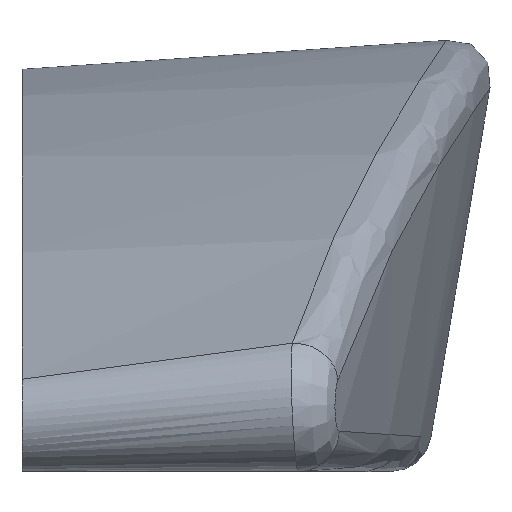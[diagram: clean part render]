
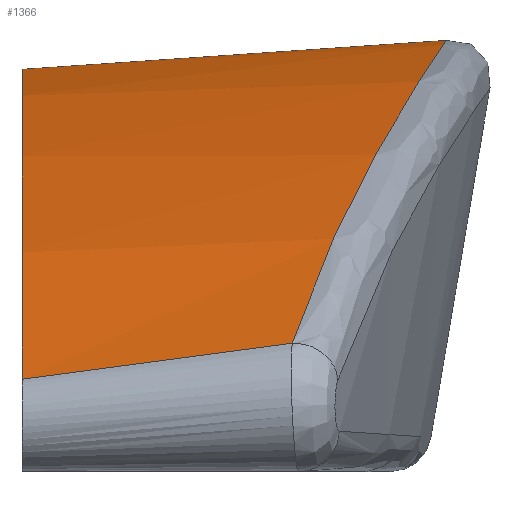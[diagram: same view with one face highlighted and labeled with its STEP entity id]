
A CAD part, left-side view. The second image highlights one B-rep face of the part: STEP entity #1366.
In plain terms, the highlighted free-form (B-spline) face has degree [3, 1] with [34, 2] control points.
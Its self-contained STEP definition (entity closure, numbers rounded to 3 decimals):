
#570 = VERTEX_POINT('',#571);
#571 = CARTESIAN_POINT('',(86.218,-19.635,9.333)
  );
#577 = EDGE_CURVE('',#570,#578,#580,.T.);
#578 = VERTEX_POINT('',#579);
#579 = CARTESIAN_POINT('',(-86.218,-19.635,9.333
    ));
#580 = B_SPLINE_CURVE_WITH_KNOTS('',3,(#581,#582,#583,#584,#585,#586,
    #587,#588,#589,#590,#591,#592,#593,#594,#595,#596,#597,#598),
  .UNSPECIFIED.,.F.,.F.,(4,2,2,2,2,2,2,2,4),(-148.855,
    -123.664,-99.237,-83.969,-74.427,
    -64.885,-49.618,-25.191,0.)
  ,.UNSPECIFIED.);
#581 = CARTESIAN_POINT('',(86.218,-19.635,9.333)
  );
#582 = CARTESIAN_POINT('',(77.388,-21.291,
    14.211));
#583 = CARTESIAN_POINT('',(68.193,-23.201,
    18.327));
#584 = CARTESIAN_POINT('',(49.398,-26.641,
    24.855));
#585 = CARTESIAN_POINT('',(39.802,-28.176,
    27.312));
#586 = CARTESIAN_POINT('',(23.964,-29.91,
    29.984));
#587 = CARTESIAN_POINT('',(17.826,-30.397,
    30.695));
#588 = CARTESIAN_POINT('',(7.785,-30.839,
    31.34));
#589 = CARTESIAN_POINT('',(3.909,-30.926,
    31.465));
#590 = CARTESIAN_POINT('',(-3.836,-30.927,
    31.466));
#591 = CARTESIAN_POINT('',(-7.703,-30.842,
    31.344));
#592 = CARTESIAN_POINT('',(-17.745,-30.402,
    30.703));
#593 = CARTESIAN_POINT('',(-23.905,-29.915,
    29.991));
#594 = CARTESIAN_POINT('',(-39.7,-28.19,
    27.334));
#595 = CARTESIAN_POINT('',(-49.256,-26.666,
    24.897));
#596 = CARTESIAN_POINT('',(-68.119,-23.216,
    18.359));
#597 = CARTESIAN_POINT('',(-77.388,-21.291,
    14.211));
#598 = CARTESIAN_POINT('',(-86.218,-19.635,9.333
    ));
#1156 = EDGE_CURVE('',#578,#1157,#1159,.T.);
#1157 = VERTEX_POINT('',#1158);
#1158 = CARTESIAN_POINT('',(-85.876,0.,6.718));
#1159 = B_SPLINE_CURVE_WITH_KNOTS('',1,(#1160,#1161),.UNSPECIFIED.,.F.,
  .F.,(2,2),(12.713,29.26),.PIECEWISE_BEZIER_KNOTS.);
#1160 = CARTESIAN_POINT('',(-86.218,-19.635,
    9.333));
#1161 = CARTESIAN_POINT('',(-85.876,0.,6.718));
#1366 = ADVANCED_FACE('',(#1367),#1384,.T.);
#1367 = FACE_BOUND('',#1368,.T.);
#1368 = EDGE_LOOP('',(#1369,#1370,#1377,#1383));
#1369 = ORIENTED_EDGE('',*,*,#577,.F.);
#1370 = ORIENTED_EDGE('',*,*,#1371,.T.);
#1371 = EDGE_CURVE('',#570,#1372,#1374,.T.);
#1372 = VERTEX_POINT('',#1373);
#1373 = CARTESIAN_POINT('',(85.876,0.,6.718));
#1374 = B_SPLINE_CURVE_WITH_KNOTS('',1,(#1375,#1376),.UNSPECIFIED.,.F.,
  .F.,(2,2),(12.713,29.26),.PIECEWISE_BEZIER_KNOTS.);
#1375 = CARTESIAN_POINT('',(86.218,-19.635,9.333
    ));
#1376 = CARTESIAN_POINT('',(85.876,0.,6.718));
#1377 = ORIENTED_EDGE('',*,*,#1378,.F.);
#1378 = EDGE_CURVE('',#1157,#1372,#1379,.T.);
#1379 = ( BOUNDED_CURVE() B_SPLINE_CURVE(2,(#1380,#1381,#1382),
.UNSPECIFIED.,.F.,.F.) B_SPLINE_CURVE_WITH_KNOTS((3,3),(1.056,
2.086),.PIECEWISE_BEZIER_KNOTS.) CURVE() 
GEOMETRIC_REPRESENTATION_ITEM() RATIONAL_B_SPLINE_CURVE((1.,
0.87,1.)) REPRESENTATION_ITEM('') );
#1380 = CARTESIAN_POINT('',(-85.876,0.,6.718));
#1381 = CARTESIAN_POINT('',(0.,0.,55.318));
#1382 = CARTESIAN_POINT('',(85.876,0.,6.718));
#1383 = ORIENTED_EDGE('',*,*,#1156,.F.);
#1384 = B_SPLINE_SURFACE_WITH_KNOTS('',3,1,(
    (#1385,#1386)
    ,(#1387,#1388)
    ,(#1389,#1390)
    ,(#1391,#1392)
    ,(#1393,#1394)
    ,(#1395,#1396)
    ,(#1397,#1398)
    ,(#1399,#1400)
    ,(#1401,#1402)
    ,(#1403,#1404)
    ,(#1405,#1406)
    ,(#1407,#1408)
    ,(#1409,#1410)
    ,(#1411,#1412)
    ,(#1413,#1414)
    ,(#1415,#1416)
    ,(#1417,#1418)
    ,(#1419,#1420)
    ,(#1421,#1422)
    ,(#1423,#1424)
    ,(#1425,#1426)
    ,(#1427,#1428)
    ,(#1429,#1430)
    ,(#1431,#1432)
    ,(#1433,#1434)
    ,(#1435,#1436)
    ,(#1437,#1438)
    ,(#1439,#1440)
    ,(#1441,#1442)
    ,(#1443,#1444)
    ,(#1445,#1446)
    ,(#1447,#1448)
    ,(#1449,#1450)
    ,(#1451,#1452
  )),.UNSPECIFIED.,.F.,.F.,.F.,(4,3,3,3,3,3,3,3,3,3,3,4),(2,2),(0.,
    0.134,0.261,0.265,0.394,
    0.522,0.631,0.652,0.782,
    0.9,0.917,1.),(0.104,1.),
  .UNSPECIFIED.);
#1385 = CARTESIAN_POINT('',(-86.418,-31.118,
    10.863));
#1386 = CARTESIAN_POINT('',(-85.876,0.,6.718));
#1387 = CARTESIAN_POINT('',(-79.362,-31.118,
    14.427));
#1388 = CARTESIAN_POINT('',(-79.737,0.,10.192));
#1389 = CARTESIAN_POINT('',(-72.049,-31.118,
    17.574));
#1390 = CARTESIAN_POINT('',(-73.046,0.,13.482));
#1391 = CARTESIAN_POINT('',(-64.54,-31.118,
    20.263));
#1392 = CARTESIAN_POINT('',(-65.894,0.,16.402));
#1393 = CARTESIAN_POINT('',(-57.417,-31.118,
    22.813));
#1394 = CARTESIAN_POINT('',(-59.109,0.,19.171));
#1395 = CARTESIAN_POINT('',(-50.117,-31.118,
    24.951));
#1396 = CARTESIAN_POINT('',(-51.91,0.,21.606));
#1397 = CARTESIAN_POINT('',(-42.7,-31.118,
    26.65));
#1398 = CARTESIAN_POINT('',(-44.416,0.,23.58));
#1399 = CARTESIAN_POINT('',(-42.486,-31.118,
    26.699));
#1400 = CARTESIAN_POINT('',(-44.2,0.,23.637));
#1401 = CARTESIAN_POINT('',(-42.271,-31.118,
    26.748));
#1402 = CARTESIAN_POINT('',(-43.983,0.,23.694));
#1403 = CARTESIAN_POINT('',(-42.057,-31.118,
    26.796));
#1404 = CARTESIAN_POINT('',(-43.766,0.,23.75));
#1405 = CARTESIAN_POINT('',(-34.503,-31.118,
    28.499));
#1406 = CARTESIAN_POINT('',(-36.124,0.,25.732));
#1407 = CARTESIAN_POINT('',(-26.828,-31.118,
    29.746));
#1408 = CARTESIAN_POINT('',(-28.18,0.,27.233));
#1409 = CARTESIAN_POINT('',(-19.097,-31.118,
    30.523));
#1410 = CARTESIAN_POINT('',(-20.092,0.,28.171));
#1411 = CARTESIAN_POINT('',(-11.413,-31.118,
    31.294));
#1412 = CARTESIAN_POINT('',(-12.053,0.,29.104));
#1413 = CARTESIAN_POINT('',(-3.674,-31.118,
    31.6));
#1414 = CARTESIAN_POINT('',(-3.874,0.,29.48));
#1415 = CARTESIAN_POINT('',(4.053,-31.118,
    31.436));
#1416 = CARTESIAN_POINT('',(4.277,0.,29.28));
#1417 = CARTESIAN_POINT('',(10.551,-31.118,
    31.298));
#1418 = CARTESIAN_POINT('',(11.129,0.,29.112));
#1419 = CARTESIAN_POINT('',(17.039,-31.118,
    30.828));
#1420 = CARTESIAN_POINT('',(17.959,0.,28.536));
#1421 = CARTESIAN_POINT('',(23.48,-31.118,
    30.031));
#1422 = CARTESIAN_POINT('',(24.668,0.,27.578));
#1423 = CARTESIAN_POINT('',(24.751,-31.118,
    29.874));
#1424 = CARTESIAN_POINT('',(25.991,0.,27.389));
#1425 = CARTESIAN_POINT('',(26.019,-31.118,
    29.704));
#1426 = CARTESIAN_POINT('',(27.31,0.,27.186));
#1427 = CARTESIAN_POINT('',(27.285,-31.118,
    29.521));
#1428 = CARTESIAN_POINT('',(28.623,0.,26.967));
#1429 = CARTESIAN_POINT('',(35.039,-31.118,
    28.403));
#1430 = CARTESIAN_POINT('',(36.662,0.,25.629));
#1431 = CARTESIAN_POINT('',(42.713,-31.118,
    26.81));
#1432 = CARTESIAN_POINT('',(44.495,0.,23.741));
#1433 = CARTESIAN_POINT('',(50.239,-31.118,
    24.762));
#1434 = CARTESIAN_POINT('',(51.97,0.,21.407));
#1435 = CARTESIAN_POINT('',(57.012,-31.118,
    22.919));
#1436 = CARTESIAN_POINT('',(58.695,0.,19.307));
#1437 = CARTESIAN_POINT('',(63.665,-31.118,
    20.708));
#1438 = CARTESIAN_POINT('',(65.13,0.,16.847));
#1439 = CARTESIAN_POINT('',(70.156,-31.118,
    18.153));
#1440 = CARTESIAN_POINT('',(71.192,0.,14.136));
#1441 = CARTESIAN_POINT('',(71.105,-31.118,
    17.779));
#1442 = CARTESIAN_POINT('',(72.077,0.,13.74));
#1443 = CARTESIAN_POINT('',(72.05,-31.118,
    17.399));
#1444 = CARTESIAN_POINT('',(72.955,0.,13.339));
#1445 = CARTESIAN_POINT('',(72.991,-31.118,
    17.011));
#1446 = CARTESIAN_POINT('',(73.824,0.,12.932));
#1447 = CARTESIAN_POINT('',(77.556,-31.118,
    15.129));
#1448 = CARTESIAN_POINT('',(78.04,0.,10.962));
#1449 = CARTESIAN_POINT('',(82.036,-31.118,
    13.076));
#1450 = CARTESIAN_POINT('',(82.064,0.,8.875));
#1451 = CARTESIAN_POINT('',(86.418,-31.118,
    10.863));
#1452 = CARTESIAN_POINT('',(85.876,0.,6.718));
